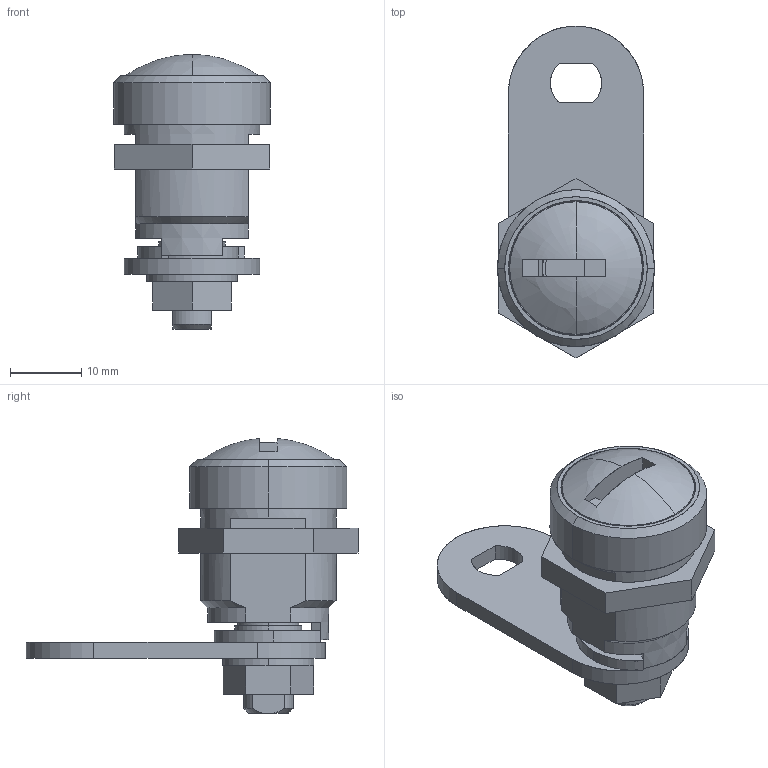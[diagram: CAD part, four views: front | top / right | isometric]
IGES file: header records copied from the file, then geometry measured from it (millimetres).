
Start section: SolidWorks IGES file using analytic representation for surfaces
Global section: file name: C-365-SD.IGS,15; native system: HSolidWorks 2007; preprocessor: SolidWorks 2007; author: nhaneda; date: 091029.140115; units: millimetre
Bounding box: 22 x 46.59 x 38.55 mm (x, y, z)
Surface area: 8030.6 mm2 (no closed solid volume)
Topology: 0 solids, 0 shells, 164 faces, 1956 edges, 1956 vertices
Faces by surface type: bspline 104, revolution 60
